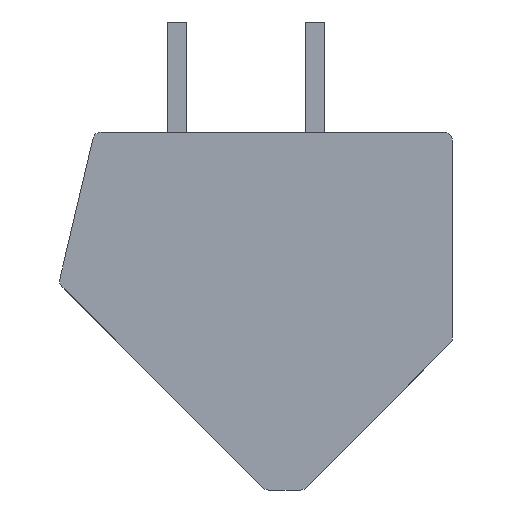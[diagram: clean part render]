
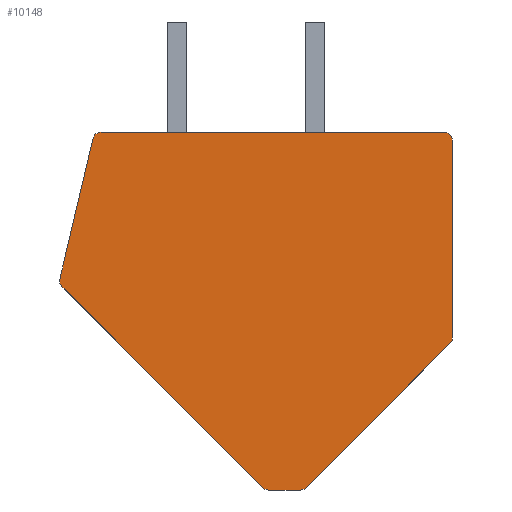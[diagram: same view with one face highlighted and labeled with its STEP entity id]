
A CAD part, front view. The second image highlights one B-rep face of the part: STEP entity #10148.
In plain terms, the highlighted planar face has unit normal (0, -1, 0).
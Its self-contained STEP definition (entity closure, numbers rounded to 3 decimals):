
#1863=CARTESIAN_POINT('',(1.626,-3.54,-6.2));
#1864=DIRECTION('',(0.,-1.,0.));
#1865=DIRECTION('',(0.,0.,-1.));
#1866=AXIS2_PLACEMENT_3D('',#1863,#1864,#1865);
#1868=DIRECTION('',(1.,0.,0.));
#1869=VECTOR('',#1868,1.151);
#1870=CARTESIAN_POINT('',(0.474,-3.54,-6.5));
#1871=LINE('',#1870,#1869);
#1872=CARTESIAN_POINT('',(0.474,-3.54,-6.2));
#1873=DIRECTION('',(0.,-1.,0.));
#1874=DIRECTION('',(-0.707,0.,-0.707));
#1875=AXIS2_PLACEMENT_3D('',#1872,#1873,#1874);
#1877=DIRECTION('',(0.707,0.,-0.707));
#1878=VECTOR('',#1877,10.315);
#1879=CARTESIAN_POINT('',(-7.032,-3.54,0.882));
#1880=LINE('',#1879,#1878);
#1881=CARTESIAN_POINT('',(-6.82,-3.54,1.094));
#1882=DIRECTION('',(0.,-1.,0.));
#1883=DIRECTION('',(-0.973,0.,0.23));
#1884=AXIS2_PLACEMENT_3D('',#1881,#1882,#1883);
#1886=DIRECTION('',(-0.23,0.,-0.973));
#1887=VECTOR('',#1886,5.247);
#1888=CARTESIAN_POINT('',(-5.905,-3.54,6.269));
#1889=LINE('',#1888,#1887);
#1890=CARTESIAN_POINT('',(-5.613,-3.54,6.2));
#1891=DIRECTION('',(0.,-1.,0.));
#1892=DIRECTION('',(0.,0.,1.));
#1893=AXIS2_PLACEMENT_3D('',#1890,#1891,#1892);
#1895=DIRECTION('',(-1.,0.,0.));
#1896=VECTOR('',#1895,12.463);
#1897=CARTESIAN_POINT('',(6.85,-3.54,6.5));
#1898=LINE('',#1897,#1896);
#1899=CARTESIAN_POINT('',(6.85,-3.54,6.2));
#1900=DIRECTION('',(0.,-1.,0.));
#1901=DIRECTION('',(1.,0.,0.));
#1902=AXIS2_PLACEMENT_3D('',#1899,#1900,#1901);
#1904=DIRECTION('',(0.,0.,1.));
#1905=VECTOR('',#1904,7.176);
#1906=CARTESIAN_POINT('',(7.15,-3.54,-0.976));
#1907=LINE('',#1906,#1905);
#1908=CARTESIAN_POINT('',(6.85,-3.54,-0.976));
#1909=DIRECTION('',(0.,-1.,0.));
#1910=DIRECTION('',(0.707,0.,-0.707));
#1911=AXIS2_PLACEMENT_3D('',#1908,#1909,#1910);
#1913=DIRECTION('',(0.707,0.,0.707));
#1914=VECTOR('',#1913,7.388);
#1915=CARTESIAN_POINT('',(1.838,-3.54,-6.412));
#1916=LINE('',#1915,#1914);
#6693=CARTESIAN_POINT('',(1.626,-3.54,-6.5));
#6694=CARTESIAN_POINT('',(1.838,-3.54,-6.412));
#6695=VERTEX_POINT('',#6693);
#6696=VERTEX_POINT('',#6694);
#6697=CARTESIAN_POINT('',(7.062,-3.54,-1.188));
#6698=VERTEX_POINT('',#6697);
#6699=CARTESIAN_POINT('',(7.15,-3.54,-0.976));
#6700=VERTEX_POINT('',#6699);
#6701=CARTESIAN_POINT('',(7.15,-3.54,6.2));
#6702=VERTEX_POINT('',#6701);
#6703=CARTESIAN_POINT('',(6.85,-3.54,6.5));
#6704=VERTEX_POINT('',#6703);
#6705=CARTESIAN_POINT('',(-5.613,-3.54,6.5));
#6706=VERTEX_POINT('',#6705);
#6707=CARTESIAN_POINT('',(-5.905,-3.54,6.269));
#6708=VERTEX_POINT('',#6707);
#6709=CARTESIAN_POINT('',(-7.112,-3.54,1.163));
#6710=VERTEX_POINT('',#6709);
#6711=CARTESIAN_POINT('',(-7.032,-3.54,0.882));
#6712=VERTEX_POINT('',#6711);
#6713=CARTESIAN_POINT('',(0.262,-3.54,-6.412));
#6714=VERTEX_POINT('',#6713);
#6715=CARTESIAN_POINT('',(0.474,-3.54,-6.5));
#6716=VERTEX_POINT('',#6715);
#10129=CARTESIAN_POINT('',(0.,-3.54,0.));
#10130=DIRECTION('',(0.,-1.,0.));
#10131=DIRECTION('',(-1.,0.,0.));
#10132=AXIS2_PLACEMENT_3D('',#10129,#10130,#10131);
#10133=PLANE('',#10132);
#10134=ORIENTED_EDGE('',*,*,#8868,.F.);
#10135=ORIENTED_EDGE('',*,*,#8883,.F.);
#10136=ORIENTED_EDGE('',*,*,#8897,.F.);
#10137=ORIENTED_EDGE('',*,*,#8911,.F.);
#10138=ORIENTED_EDGE('',*,*,#9365,.F.);
#10139=ORIENTED_EDGE('',*,*,#9379,.F.);
#10140=ORIENTED_EDGE('',*,*,#9393,.F.);
#10141=ORIENTED_EDGE('',*,*,#9407,.F.);
#10142=ORIENTED_EDGE('',*,*,#9861,.F.);
#10143=ORIENTED_EDGE('',*,*,#9875,.F.);
#10144=ORIENTED_EDGE('',*,*,#9889,.F.);
#10145=ORIENTED_EDGE('',*,*,#9902,.F.);
#10146=EDGE_LOOP('',(#10134,#10135,#10136,#10137,#10138,#10139,#10140,#10141,
#10142,#10143,#10144,#10145));
#10147=FACE_OUTER_BOUND('',#10146,.F.);
#10148=ADVANCED_FACE('',(#10147),#10133,.T.);
#1867=CIRCLE('',#1866,0.3);
#1876=CIRCLE('',#1875,0.3);
#1885=CIRCLE('',#1884,0.3);
#1894=CIRCLE('',#1893,0.3);
#1903=CIRCLE('',#1902,0.3);
#1912=CIRCLE('',#1911,0.3);
#8868=EDGE_CURVE('',#6695,#6696,#1867,.T.);
#8883=EDGE_CURVE('',#6716,#6695,#1871,.T.);
#8897=EDGE_CURVE('',#6714,#6716,#1876,.T.);
#8911=EDGE_CURVE('',#6712,#6714,#1880,.T.);
#9365=EDGE_CURVE('',#6710,#6712,#1885,.T.);
#9379=EDGE_CURVE('',#6708,#6710,#1889,.T.);
#9393=EDGE_CURVE('',#6706,#6708,#1894,.T.);
#9407=EDGE_CURVE('',#6704,#6706,#1898,.T.);
#9861=EDGE_CURVE('',#6702,#6704,#1903,.T.);
#9875=EDGE_CURVE('',#6700,#6702,#1907,.T.);
#9889=EDGE_CURVE('',#6698,#6700,#1912,.T.);
#9902=EDGE_CURVE('',#6696,#6698,#1916,.T.);
